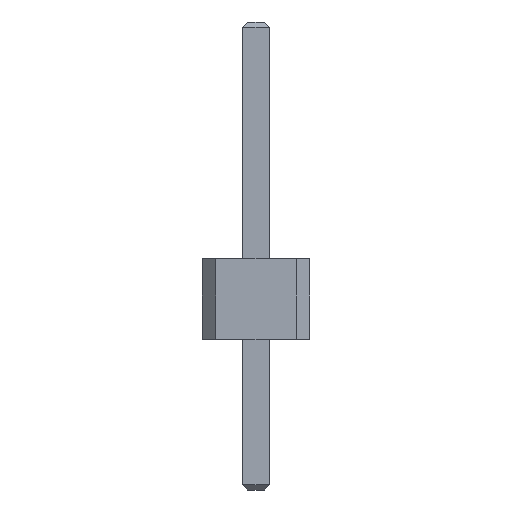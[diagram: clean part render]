
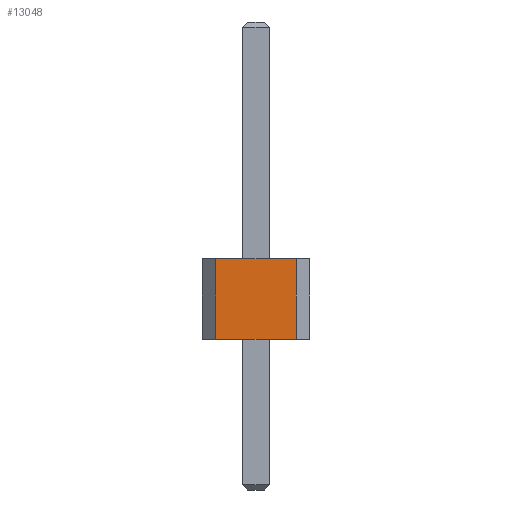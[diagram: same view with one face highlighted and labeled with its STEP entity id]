
A CAD part, front view. The second image highlights one B-rep face of the part: STEP entity #13048.
In plain terms, the highlighted planar face has unit normal (0, -1, 0).
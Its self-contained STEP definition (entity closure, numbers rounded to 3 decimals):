
#44 = PLANE('',#45);
#45 = AXIS2_PLACEMENT_3D('',#46,#47,#48);
#46 = CARTESIAN_POINT('',(-1.,0.75,0.));
#47 = DIRECTION('',(0.,0.,-1.));
#48 = DIRECTION('',(0.,1.,0.));
#100 = PLANE('',#101);
#101 = AXIS2_PLACEMENT_3D('',#102,#103,#104);
#102 = CARTESIAN_POINT('',(-1.,0.75,1.5));
#103 = DIRECTION('',(0.,0.,-1.));
#104 = DIRECTION('',(-1.,0.,0.));
#1757 = VERTEX_POINT('',#1758);
#1758 = CARTESIAN_POINT('',(0.75,-37.,0.));
#1772 = PLANE('',#1773);
#1773 = AXIS2_PLACEMENT_3D('',#1774,#1775,#1776);
#1774 = CARTESIAN_POINT('',(0.875,-36.875,0.));
#1775 = DIRECTION('',(0.707,-0.707,0.));
#1776 = DIRECTION('',(0.,0.,-1.));
#1784 = EDGE_CURVE('',#1785,#1757,#1787,.T.);
#1785 = VERTEX_POINT('',#1786);
#1786 = CARTESIAN_POINT('',(-0.75,-37.,0.));
#1787 = SURFACE_CURVE('',#1788,(#1792,#1799),.PCURVE_S1.);
#1788 = LINE('',#1789,#1790);
#1789 = CARTESIAN_POINT('',(-1.,-37.,0.));
#1790 = VECTOR('',#1791,1.);
#1791 = DIRECTION('',(1.,0.,0.));
#1792 = PCURVE('',#44,#1793);
#1793 = DEFINITIONAL_REPRESENTATION('',(#1794),#1798);
#1794 = LINE('',#1795,#1796);
#1795 = CARTESIAN_POINT('',(-37.75,0.));
#1796 = VECTOR('',#1797,1.);
#1797 = DIRECTION('',(0.,1.));
#1798 = ( GEOMETRIC_REPRESENTATION_CONTEXT(2) 
PARAMETRIC_REPRESENTATION_CONTEXT() REPRESENTATION_CONTEXT('2D SPACE',''
  ) );
#1799 = PCURVE('',#1800,#1805);
#1800 = PLANE('',#1801);
#1801 = AXIS2_PLACEMENT_3D('',#1802,#1803,#1804);
#1802 = CARTESIAN_POINT('',(-1.,-37.,0.));
#1803 = DIRECTION('',(0.,1.,0.));
#1804 = DIRECTION('',(1.,0.,0.));
#1805 = DEFINITIONAL_REPRESENTATION('',(#1806),#1810);
#1806 = LINE('',#1807,#1808);
#1807 = CARTESIAN_POINT('',(0.,0.));
#1808 = VECTOR('',#1809,1.);
#1809 = DIRECTION('',(1.,0.));
#1810 = ( GEOMETRIC_REPRESENTATION_CONTEXT(2) 
PARAMETRIC_REPRESENTATION_CONTEXT() REPRESENTATION_CONTEXT('2D SPACE',''
  ) );
#1828 = PLANE('',#1829);
#1829 = AXIS2_PLACEMENT_3D('',#1830,#1831,#1832);
#1830 = CARTESIAN_POINT('',(-0.875,-36.875,0.));
#1831 = DIRECTION('',(-0.707,-0.707,0.));
#1832 = DIRECTION('',(0.,0.,-1.));
#6757 = VERTEX_POINT('',#6758);
#6758 = CARTESIAN_POINT('',(0.75,-37.,1.5));
#6779 = EDGE_CURVE('',#6780,#6757,#6782,.T.);
#6780 = VERTEX_POINT('',#6781);
#6781 = CARTESIAN_POINT('',(-0.75,-37.,1.5));
#6782 = SURFACE_CURVE('',#6783,(#6787,#6794),.PCURVE_S1.);
#6783 = LINE('',#6784,#6785);
#6784 = CARTESIAN_POINT('',(-1.,-37.,1.5));
#6785 = VECTOR('',#6786,1.);
#6786 = DIRECTION('',(1.,0.,0.));
#6787 = PCURVE('',#100,#6788);
#6788 = DEFINITIONAL_REPRESENTATION('',(#6789),#6793);
#6789 = LINE('',#6790,#6791);
#6790 = CARTESIAN_POINT('',(0.,-37.75));
#6791 = VECTOR('',#6792,1.);
#6792 = DIRECTION('',(-1.,0.));
#6793 = ( GEOMETRIC_REPRESENTATION_CONTEXT(2) 
PARAMETRIC_REPRESENTATION_CONTEXT() REPRESENTATION_CONTEXT('2D SPACE',''
  ) );
#6794 = PCURVE('',#1800,#6795);
#6795 = DEFINITIONAL_REPRESENTATION('',(#6796),#6800);
#6796 = LINE('',#6797,#6798);
#6797 = CARTESIAN_POINT('',(0.,-1.5));
#6798 = VECTOR('',#6799,1.);
#6799 = DIRECTION('',(1.,0.));
#6800 = ( GEOMETRIC_REPRESENTATION_CONTEXT(2) 
PARAMETRIC_REPRESENTATION_CONTEXT() REPRESENTATION_CONTEXT('2D SPACE',''
  ) );
#13028 = EDGE_CURVE('',#1785,#6780,#13029,.T.);
#13029 = SURFACE_CURVE('',#13030,(#13034,#13041),.PCURVE_S1.);
#13030 = LINE('',#13031,#13032);
#13031 = CARTESIAN_POINT('',(-0.75,-37.,0.));
#13032 = VECTOR('',#13033,1.);
#13033 = DIRECTION('',(0.,0.,1.));
#13034 = PCURVE('',#1828,#13035);
#13035 = DEFINITIONAL_REPRESENTATION('',(#13036),#13040);
#13036 = LINE('',#13037,#13038);
#13037 = CARTESIAN_POINT('',(0.,0.177));
#13038 = VECTOR('',#13039,1.);
#13039 = DIRECTION('',(-1.,0.));
#13040 = ( GEOMETRIC_REPRESENTATION_CONTEXT(2) 
PARAMETRIC_REPRESENTATION_CONTEXT() REPRESENTATION_CONTEXT('2D SPACE',''
  ) );
#13041 = PCURVE('',#1800,#13042);
#13042 = DEFINITIONAL_REPRESENTATION('',(#13043),#13047);
#13043 = LINE('',#13044,#13045);
#13044 = CARTESIAN_POINT('',(0.25,0.));
#13045 = VECTOR('',#13046,1.);
#13046 = DIRECTION('',(0.,-1.));
#13047 = ( GEOMETRIC_REPRESENTATION_CONTEXT(2) 
PARAMETRIC_REPRESENTATION_CONTEXT() REPRESENTATION_CONTEXT('2D SPACE',''
  ) );
#13048 = ADVANCED_FACE('',(#13049),#1800,.F.);
#13049 = FACE_BOUND('',#13050,.F.);
#13050 = EDGE_LOOP('',(#13051,#13052,#13053,#13054));
#13051 = ORIENTED_EDGE('',*,*,#1784,.F.);
#13052 = ORIENTED_EDGE('',*,*,#13028,.T.);
#13053 = ORIENTED_EDGE('',*,*,#6779,.T.);
#13054 = ORIENTED_EDGE('',*,*,#13055,.F.);
#13055 = EDGE_CURVE('',#1757,#6757,#13056,.T.);
#13056 = SURFACE_CURVE('',#13057,(#13061,#13068),.PCURVE_S1.);
#13057 = LINE('',#13058,#13059);
#13058 = CARTESIAN_POINT('',(0.75,-37.,0.));
#13059 = VECTOR('',#13060,1.);
#13060 = DIRECTION('',(0.,0.,1.));
#13061 = PCURVE('',#1800,#13062);
#13062 = DEFINITIONAL_REPRESENTATION('',(#13063),#13067);
#13063 = LINE('',#13064,#13065);
#13064 = CARTESIAN_POINT('',(1.75,0.));
#13065 = VECTOR('',#13066,1.);
#13066 = DIRECTION('',(0.,-1.));
#13067 = ( GEOMETRIC_REPRESENTATION_CONTEXT(2) 
PARAMETRIC_REPRESENTATION_CONTEXT() REPRESENTATION_CONTEXT('2D SPACE',''
  ) );
#13068 = PCURVE('',#1772,#13069);
#13069 = DEFINITIONAL_REPRESENTATION('',(#13070),#13074);
#13070 = LINE('',#13071,#13072);
#13071 = CARTESIAN_POINT('',(0.,-0.177));
#13072 = VECTOR('',#13073,1.);
#13073 = DIRECTION('',(-1.,0.));
#13074 = ( GEOMETRIC_REPRESENTATION_CONTEXT(2) 
PARAMETRIC_REPRESENTATION_CONTEXT() REPRESENTATION_CONTEXT('2D SPACE',''
  ) );
